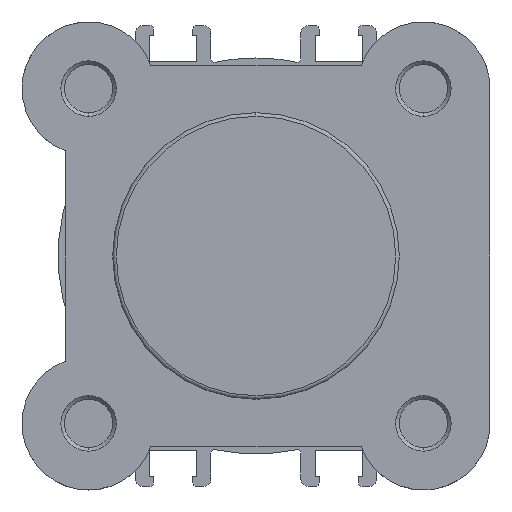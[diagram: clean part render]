
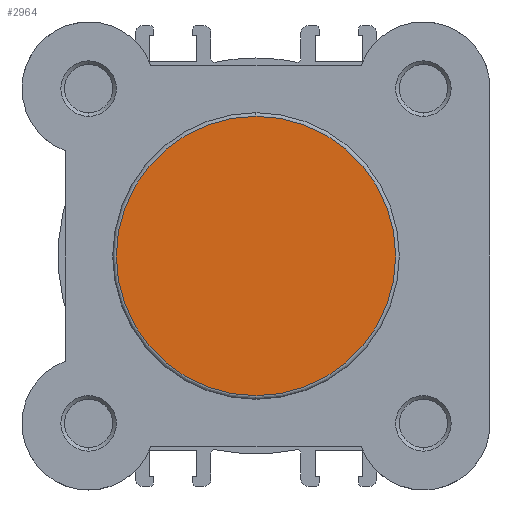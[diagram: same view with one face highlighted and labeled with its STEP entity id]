
A CAD part, left-side view. The second image highlights one B-rep face of the part: STEP entity #2964.
In plain terms, the highlighted planar face has unit normal (-1, 0, 0).
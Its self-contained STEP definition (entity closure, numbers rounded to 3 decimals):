
#31 = FACE_OUTER_BOUND ( 'NONE', #5263, .T. ) ;
#515 = CIRCLE ( 'NONE', #2264, 19.4 ) ;
#604 = CIRCLE ( 'NONE', #2298, 19.4 ) ;
#1006 = CARTESIAN_POINT ( 'NONE',  ( 0., 19.9, 0. ) ) ;
#1007 = PLANE ( 'NONE',  #4811 ) ;
#1009 = DIRECTION ( 'NONE',  ( 1., 0., 0. ) ) ;
#1010 = DIRECTION ( 'NONE',  ( 0., 0., -1. ) ) ;
#1854 = CARTESIAN_POINT ( 'NONE',  ( 0., 0., 0. ) ) ;
#1855 = DIRECTION ( 'NONE',  ( -1., 0., 0. ) ) ;
#1856 = DIRECTION ( 'NONE',  ( 0., 0., -1. ) ) ;
#2007 = CARTESIAN_POINT ( 'NONE',  ( 0., 0., 0. ) ) ;
#2008 = DIRECTION ( 'NONE',  ( -1., 0., 0. ) ) ;
#2009 = DIRECTION ( 'NONE',  ( 0., 0., -1. ) ) ;
#2264 = AXIS2_PLACEMENT_3D ( 'NONE', #1854, #1855, #1856 ) ;
#2298 = AXIS2_PLACEMENT_3D ( 'NONE', #2007, #2008, #2009 ) ;
#2590 = VERTEX_POINT ( 'NONE', #5476 ) ;
#2591 = VERTEX_POINT ( 'NONE', #5477 ) ;
#2964 = ADVANCED_FACE ( 'NONE', ( #31 ), #1007, .F. ) ;
#4215 = EDGE_CURVE ( 'NONE', #2591, #2590, #515, .T. ) ;
#4275 = EDGE_CURVE ( 'NONE', #2590, #2591, #604, .T. ) ;
#4811 = AXIS2_PLACEMENT_3D ( 'NONE', #1006, #1009, #1010 ) ;
#5263 = EDGE_LOOP ( 'NONE', ( #5893, #5900 ) ) ;
#5476 = CARTESIAN_POINT ( 'NONE',  ( 0., 0., 19.4 ) ) ;
#5477 = CARTESIAN_POINT ( 'NONE',  ( 0., 0., -19.4 ) ) ;
#5893 = ORIENTED_EDGE ( 'NONE', *, *, #4215, .T. ) ;
#5900 = ORIENTED_EDGE ( 'NONE', *, *, #4275, .T. ) ;
